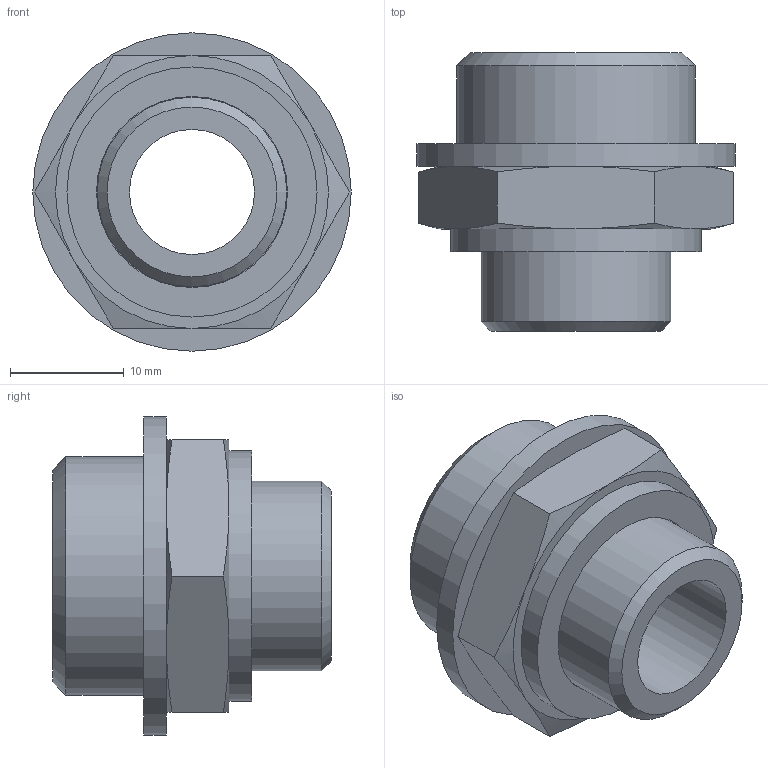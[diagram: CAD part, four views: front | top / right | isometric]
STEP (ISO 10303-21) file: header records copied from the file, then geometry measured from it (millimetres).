
FILE_DESCRIPTION(/* description */ ('STEP AP214'),/* implementation_level */ '2;1');
FILE_NAME(/* name */ '8142589_NPFC-DS-G38-G12-M',/* time_stamp */ '2024-09-12T23:27:02+02:00',/* author */ ('License CC BY-ND 4.0'),/* organization */ ('CADENAS'),/* preprocessor_version */ 'ST-DEVELOPER v19.3',/* originating_system */ 'PARTsolutions',/* authorisation */ ' ');
FILE_SCHEMA (('AUTOMOTIVE_DESIGN {1 0 10303 214 3 1 1}'));
Length unit declared in the file: millimetre
Products named in the file (4): 8142589 NPFC-DS-G38-G12-M; 8030276 NPFC-D-G38-G12-M; 2225 O-3/8; 2226 O-1/2
Assembly tree (3 placements, depth 2):
  8142589 NPFC-DS-G38-G12-M
    8030276 NPFC-D-G38-G12-M
    2225 O-3/8
    2226 O-1/2
Bounding box: 28 x 24.5 x 28 mm (x, y, z)
Volume: 5768.3 mm3; surface area: 4638.2 mm2
Topology: 3 solids, 3 shells, 37 faces, 71 edges, 42 vertices
Faces by surface type: cone 15, plane 14, cylinder 8
Full cylindrical faces by diameter (mm): 11 x1, 14.668 x1, 16.662 x1, 16.8 x1, 20.955 x1, 21 x1, 22 x1, 28 x1
Entity records: 1009 total; most frequent: CARTESIAN_POINT 215, DIRECTION 148, ORIENTED_EDGE 120, AXIS2_PLACEMENT_3D 71, EDGE_CURVE 60, EDGE_LOOP 56, FACE_BOUND 56, VERTEX_POINT 42
